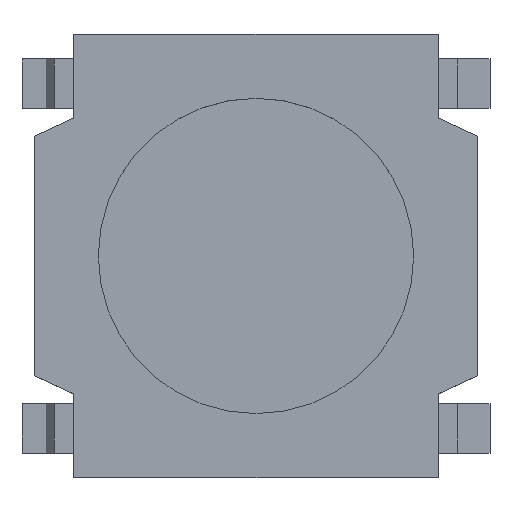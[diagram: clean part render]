
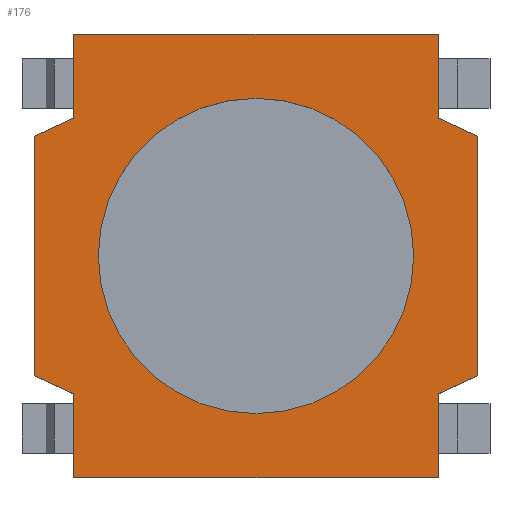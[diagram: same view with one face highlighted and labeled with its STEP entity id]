
A CAD part, top view. The second image highlights one B-rep face of the part: STEP entity #176.
In plain terms, the highlighted planar face has unit normal (0, 0, 1).
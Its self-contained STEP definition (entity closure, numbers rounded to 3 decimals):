
#32 = VERTEX_POINT('',#33);
#33 = CARTESIAN_POINT('',(-2.25,1.215,0.55));
#39 = EDGE_CURVE('',#32,#40,#42,.T.);
#40 = VERTEX_POINT('',#41);
#41 = CARTESIAN_POINT('',(-2.25,-1.215,0.55));
#42 = LINE('',#43,#44);
#43 = CARTESIAN_POINT('',(-2.25,2.25,0.55));
#44 = VECTOR('',#45,1.);
#45 = DIRECTION('',(0.,-1.,0.));
#158 = VERTEX_POINT('',#159);
#159 = CARTESIAN_POINT('',(-1.85,-1.4,0.55));
#165 = EDGE_CURVE('',#40,#158,#166,.T.);
#166 = LINE('',#167,#168);
#167 = CARTESIAN_POINT('',(-1.354,-1.629,0.55));
#168 = VECTOR('',#169,1.);
#169 = DIRECTION('',(0.908,-0.419,0.));
#176 = ADVANCED_FACE('',(#177,#259),#270,.T.);
#177 = FACE_BOUND('',#178,.T.);
#178 = EDGE_LOOP('',(#179,#187,#188,#189,#197,#205,#213,#221,#229,#237,
    #245,#253));
#179 = ORIENTED_EDGE('',*,*,#180,.F.);
#180 = EDGE_CURVE('',#32,#181,#183,.T.);
#181 = VERTEX_POINT('',#182);
#182 = CARTESIAN_POINT('',(-1.85,1.4,0.55));
#183 = LINE('',#184,#185);
#184 = CARTESIAN_POINT('',(-1.354,1.629,0.55));
#185 = VECTOR('',#186,1.);
#186 = DIRECTION('',(0.908,0.419,0.));
#187 = ORIENTED_EDGE('',*,*,#39,.T.);
#188 = ORIENTED_EDGE('',*,*,#165,.T.);
#189 = ORIENTED_EDGE('',*,*,#190,.T.);
#190 = EDGE_CURVE('',#158,#191,#193,.T.);
#191 = VERTEX_POINT('',#192);
#192 = CARTESIAN_POINT('',(-1.85,-2.25,0.55));
#193 = LINE('',#194,#195);
#194 = CARTESIAN_POINT('',(-1.85,-1.25,0.55));
#195 = VECTOR('',#196,1.);
#196 = DIRECTION('',(0.,-1.,0.));
#197 = ORIENTED_EDGE('',*,*,#198,.T.);
#198 = EDGE_CURVE('',#191,#199,#201,.T.);
#199 = VERTEX_POINT('',#200);
#200 = CARTESIAN_POINT('',(1.85,-2.25,0.55));
#201 = LINE('',#202,#203);
#202 = CARTESIAN_POINT('',(-2.25,-2.25,0.55));
#203 = VECTOR('',#204,1.);
#204 = DIRECTION('',(1.,0.,0.));
#205 = ORIENTED_EDGE('',*,*,#206,.F.);
#206 = EDGE_CURVE('',#207,#199,#209,.T.);
#207 = VERTEX_POINT('',#208);
#208 = CARTESIAN_POINT('',(1.85,-1.4,0.55));
#209 = LINE('',#210,#211);
#210 = CARTESIAN_POINT('',(1.85,-1.25,0.55));
#211 = VECTOR('',#212,1.);
#212 = DIRECTION('',(0.,-1.,0.));
#213 = ORIENTED_EDGE('',*,*,#214,.F.);
#214 = EDGE_CURVE('',#215,#207,#217,.T.);
#215 = VERTEX_POINT('',#216);
#216 = CARTESIAN_POINT('',(2.25,-1.215,0.55));
#217 = LINE('',#218,#219);
#218 = CARTESIAN_POINT('',(1.354,-1.629,0.55));
#219 = VECTOR('',#220,1.);
#220 = DIRECTION('',(-0.908,-0.419,0.));
#221 = ORIENTED_EDGE('',*,*,#222,.T.);
#222 = EDGE_CURVE('',#215,#223,#225,.T.);
#223 = VERTEX_POINT('',#224);
#224 = CARTESIAN_POINT('',(2.25,1.215,0.55));
#225 = LINE('',#226,#227);
#226 = CARTESIAN_POINT('',(2.25,-2.25,0.55));
#227 = VECTOR('',#228,1.);
#228 = DIRECTION('',(0.,1.,0.));
#229 = ORIENTED_EDGE('',*,*,#230,.T.);
#230 = EDGE_CURVE('',#223,#231,#233,.T.);
#231 = VERTEX_POINT('',#232);
#232 = CARTESIAN_POINT('',(1.85,1.4,0.55));
#233 = LINE('',#234,#235);
#234 = CARTESIAN_POINT('',(1.354,1.629,0.55));
#235 = VECTOR('',#236,1.);
#236 = DIRECTION('',(-0.908,0.419,0.));
#237 = ORIENTED_EDGE('',*,*,#238,.T.);
#238 = EDGE_CURVE('',#231,#239,#241,.T.);
#239 = VERTEX_POINT('',#240);
#240 = CARTESIAN_POINT('',(1.85,2.25,0.55));
#241 = LINE('',#242,#243);
#242 = CARTESIAN_POINT('',(1.85,1.25,0.55));
#243 = VECTOR('',#244,1.);
#244 = DIRECTION('',(0.,1.,0.));
#245 = ORIENTED_EDGE('',*,*,#246,.T.);
#246 = EDGE_CURVE('',#239,#247,#249,.T.);
#247 = VERTEX_POINT('',#248);
#248 = CARTESIAN_POINT('',(-1.85,2.25,0.55));
#249 = LINE('',#250,#251);
#250 = CARTESIAN_POINT('',(2.25,2.25,0.55));
#251 = VECTOR('',#252,1.);
#252 = DIRECTION('',(-1.,0.,0.));
#253 = ORIENTED_EDGE('',*,*,#254,.F.);
#254 = EDGE_CURVE('',#181,#247,#255,.T.);
#255 = LINE('',#256,#257);
#256 = CARTESIAN_POINT('',(-1.85,1.25,0.55));
#257 = VECTOR('',#258,1.);
#258 = DIRECTION('',(0.,1.,0.));
#259 = FACE_BOUND('',#260,.T.);
#260 = EDGE_LOOP('',(#261));
#261 = ORIENTED_EDGE('',*,*,#262,.F.);
#262 = EDGE_CURVE('',#263,#263,#265,.T.);
#263 = VERTEX_POINT('',#264);
#264 = CARTESIAN_POINT('',(1.6,0.,0.55));
#265 = CIRCLE('',#266,1.6);
#266 = AXIS2_PLACEMENT_3D('',#267,#268,#269);
#267 = CARTESIAN_POINT('',(0.,0.,0.55));
#268 = DIRECTION('',(0.,0.,1.));
#269 = DIRECTION('',(1.,0.,0.));
#270 = PLANE('',#271);
#271 = AXIS2_PLACEMENT_3D('',#272,#273,#274);
#272 = CARTESIAN_POINT('',(0.,0.,0.55)
  );
#273 = DIRECTION('',(0.,0.,1.));
#274 = DIRECTION('',(1.,0.,0.));
